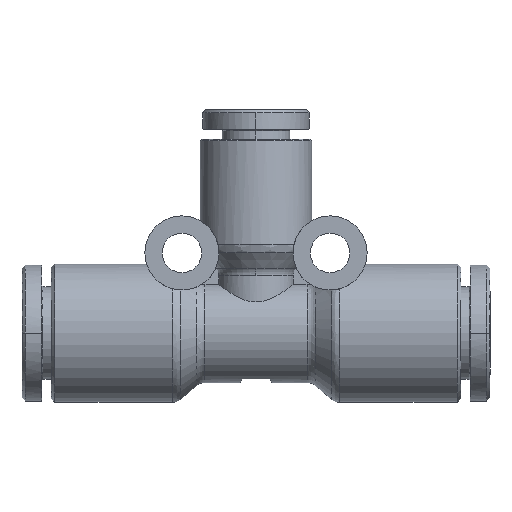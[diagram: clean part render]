
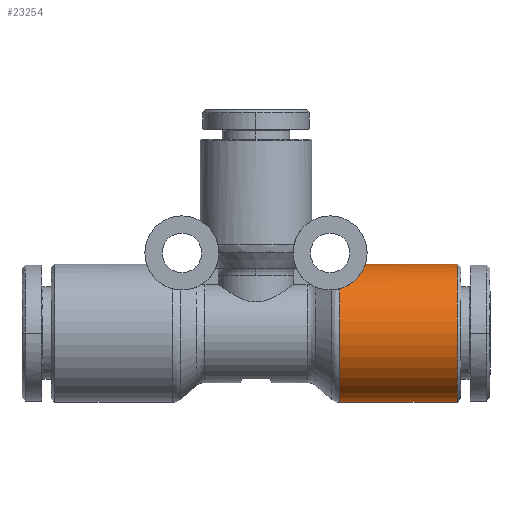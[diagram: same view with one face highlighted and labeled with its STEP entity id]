
A CAD part, front view. The second image highlights one B-rep face of the part: STEP entity #23254.
In plain terms, the highlighted cylindrical face has radius 5.6 mm (diameter 11.2 mm), a partial arc.
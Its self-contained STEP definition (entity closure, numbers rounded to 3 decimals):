
#187 = CARTESIAN_POINT ( 'NONE',  ( 4.747, -1.853, 6.439 ) ) ;
#1093 = VERTEX_POINT ( 'NONE', #30679 ) ;
#3641 = AXIS2_PLACEMENT_3D ( 'NONE', #30482, #3699, #30899 ) ;
#3699 = DIRECTION ( 'NONE',  ( 1., 0., 0. ) ) ;
#4308 = CARTESIAN_POINT ( 'NONE',  ( 12.3, 0., -4.45 ) ) ;
#4959 = VECTOR ( 'NONE', #22815, 1000. ) ;
#5005 = CARTESIAN_POINT ( 'NONE',  ( 4.862, -0.476, 6.75 ) ) ;
#5066 = AXIS2_PLACEMENT_3D ( 'NONE', #26956, #27059, #12214 ) ;
#5118 = CARTESIAN_POINT ( 'NONE',  ( 4.862, 0., 6.75 ) ) ;
#5671 = ORIENTED_EDGE ( 'NONE', *, *, #24701, .T. ) ;
#5967 = FACE_OUTER_BOUND ( 'NONE', #8351, .T. ) ;
#6391 = CARTESIAN_POINT ( 'NONE',  ( 2.765, -4.29, 4.749 ) ) ;
#7063 = DIRECTION ( 'NONE',  ( 0., 0., -1. ) ) ;
#7139 = CARTESIAN_POINT ( 'NONE',  ( 4.392, -3.08, 5.832 ) ) ;
#7562 = CARTESIAN_POINT ( 'NONE',  ( 4.057, -3.583, 5.457 ) ) ;
#7869 = CARTESIAN_POINT ( 'NONE',  ( 6.7, 0., 6.75 ) ) ;
#8351 = EDGE_LOOP ( 'NONE', ( #11043, #10546, #5671, #14310, #18712 ) ) ;
#9845 = AXIS2_PLACEMENT_3D ( 'NONE', #14348, #11888, #7063 ) ;
#10337 = DIRECTION ( 'NONE',  ( 1., 0., 0. ) ) ;
#10546 = ORIENTED_EDGE ( 'NONE', *, *, #16287, .T. ) ;
#10584 = CARTESIAN_POINT ( 'NONE',  ( 4.862, 0., 6.75 ) ) ;
#11043 = ORIENTED_EDGE ( 'NONE', *, *, #27033, .F. ) ;
#11143 = EDGE_CURVE ( 'NONE', #22071, #1093, #12123, .T. ) ;
#11888 = DIRECTION ( 'NONE',  ( 1., 0., 0. ) ) ;
#12059 = CARTESIAN_POINT ( 'NONE',  ( 4.183, -3.424, 5.586 ) ) ;
#12123 = CIRCLE ( 'NONE', #5066, 5.6 ) ;
#12157 = CARTESIAN_POINT ( 'NONE',  ( 4.476, -2.891, 5.952 ) ) ;
#12214 = DIRECTION ( 'NONE',  ( 0., 0., -1. ) ) ;
#13399 = LINE ( 'NONE', #25473, #4959 ) ;
#13979 = CYLINDRICAL_SURFACE ( 'NONE', #9845, 5.6 ) ;
#14143 = VECTOR ( 'NONE', #10337, 1000. ) ;
#14310 = ORIENTED_EDGE ( 'NONE', *, *, #25746, .T. ) ;
#14348 = CARTESIAN_POINT ( 'NONE',  ( 6.7, 0., 1.15 ) ) ;
#14502 = LINE ( 'NONE', #7869, #14143 ) ;
#14522 = CARTESIAN_POINT ( 'NONE',  ( 2.992, -4.24, 4.809 ) ) ;
#14731 = CARTESIAN_POINT ( 'NONE',  ( 4.845, -0.943, 6.69 ) ) ;
#14829 = CARTESIAN_POINT ( 'NONE',  ( 4.665, -2.284, 6.268 ) ) ;
#16287 = EDGE_CURVE ( 'NONE', #28110, #24231, #30370, .T. ) ;
#17334 = CARTESIAN_POINT ( 'NONE',  ( 3.588, -3.976, 5.096 ) ) ;
#18712 = ORIENTED_EDGE ( 'NONE', *, *, #11143, .T. ) ;
#19586 = CARTESIAN_POINT ( 'NONE',  ( 4.777, -1.629, 6.513 ) ) ;
#21964 = CARTESIAN_POINT ( 'NONE',  ( 2.765, -4.29, 4.749 ) ) ;
#22071 = VERTEX_POINT ( 'NONE', #4308 ) ;
#22285 = CARTESIAN_POINT ( 'NONE',  ( 4.613, -2.492, 6.17 ) ) ;
#22815 = DIRECTION ( 'NONE',  ( 1., 0., 0. ) ) ;
#23254 = ADVANCED_FACE ( 'NONE', ( #5967 ), #13979, .T. ) ;
#23529 = CIRCLE ( 'NONE', #3641, 5.6 ) ;
#24231 = VERTEX_POINT ( 'NONE', #6391 ) ;
#24320 = CARTESIAN_POINT ( 'NONE',  ( 3.201, -4.168, 4.892 ) ) ;
#24701 = EDGE_CURVE ( 'NONE', #24231, #24975, #23529, .T. ) ;
#24975 = VERTEX_POINT ( 'NONE', #29335 ) ;
#25473 = CARTESIAN_POINT ( 'NONE',  ( 6.7, 0., -4.45 ) ) ;
#25746 = EDGE_CURVE ( 'NONE', #24975, #22071, #13399, .T. ) ;
#26956 = CARTESIAN_POINT ( 'NONE',  ( 12.3, 0., 1.15 ) ) ;
#27033 = EDGE_CURVE ( 'NONE', #28110, #1093, #14502, .T. ) ;
#27059 = DIRECTION ( 'NONE',  ( -1., 0., 0. ) ) ;
#27110 = CARTESIAN_POINT ( 'NONE',  ( 3.759, -3.859, 5.212 ) ) ;
#28110 = VERTEX_POINT ( 'NONE', #10584 ) ;
#29335 = CARTESIAN_POINT ( 'NONE',  ( 2.765, 0., -4.45 ) ) ;
#30370 = B_SPLINE_CURVE_WITH_KNOTS ( 'NONE', 3,
 ( #5118, #5005, #14731, #19586, #187, #14829, #22285, #12157, #7139, #12059, #7562, #27110, #17334, #24320, #14522, #21964 ),
 .UNSPECIFIED., .F., .F.,
 ( 4, 2, 2, 2, 2, 2, 2, 4 ),
 ( 0.006, 0.007, 0.008, 0.008, 0.009, 0.01, 0.011, 0.011 ),
 .UNSPECIFIED. ) ;
#30482 = CARTESIAN_POINT ( 'NONE',  ( 2.765, 0., 1.15 ) ) ;
#30679 = CARTESIAN_POINT ( 'NONE',  ( 12.3, 0., 6.75 ) ) ;
#30899 = DIRECTION ( 'NONE',  ( 0., 0., -1. ) ) ;
